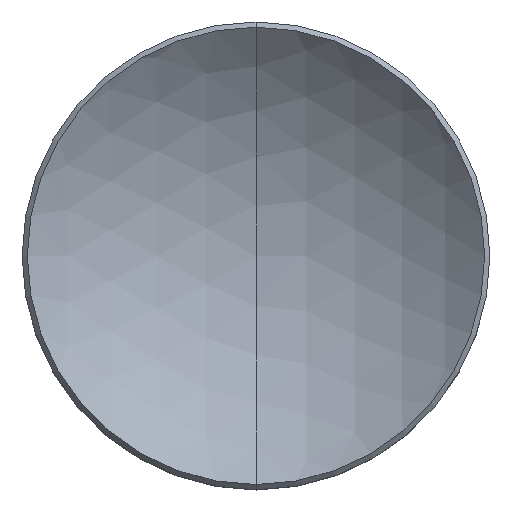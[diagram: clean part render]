
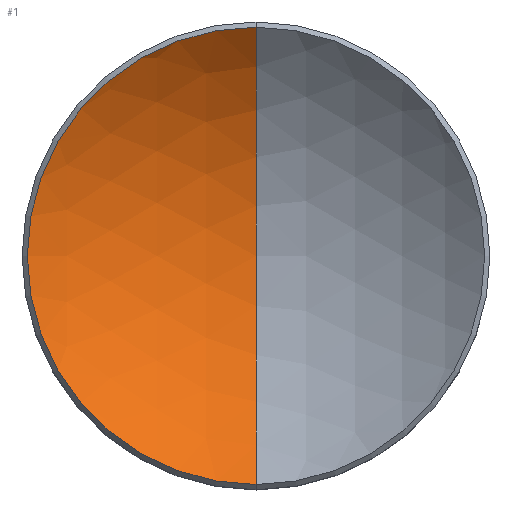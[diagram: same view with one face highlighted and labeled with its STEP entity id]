
A CAD part, top view. The second image highlights one B-rep face of the part: STEP entity #1.
In plain terms, the highlighted spherical face has radius 9.2 mm.
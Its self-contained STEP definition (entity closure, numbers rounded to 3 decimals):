
#1 = ADVANCED_FACE ( 'NONE', ( #139 ), #192, .F. ) ;
#2 = EDGE_CURVE ( 'NONE', #30, #56, #177, .T. ) ;
#4 = EDGE_LOOP ( 'NONE', ( #58, #60, #59 ) ) ;
#29 = VERTEX_POINT ( 'NONE', #163 ) ;
#30 = VERTEX_POINT ( 'NONE', #162 ) ;
#45 = EDGE_CURVE ( 'NONE', #29, #56, #210, .T. ) ;
#56 = VERTEX_POINT ( 'NONE', #222 ) ;
#58 = ORIENTED_EDGE ( 'NONE', *, *, #61, .F. ) ;
#59 = ORIENTED_EDGE ( 'NONE', *, *, #2, .F. ) ;
#60 = ORIENTED_EDGE ( 'NONE', *, *, #45, .T. ) ;
#61 = EDGE_CURVE ( 'NONE', #29, #30, #312, .T. ) ;
#114 = DIRECTION ( 'NONE',  ( 0., 1., 0. ) ) ;
#115 = DIRECTION ( 'NONE',  ( 1., 0., 0. ) ) ;
#116 = CARTESIAN_POINT ( 'NONE',  ( 0., 0., 10.2 ) ) ;
#139 = FACE_OUTER_BOUND ( 'NONE', #4, .T. ) ;
#145 = DIRECTION ( 'NONE',  ( 0., 0., 1. ) ) ;
#146 = DIRECTION ( 'NONE',  ( -1., 0., 0. ) ) ;
#147 = CARTESIAN_POINT ( 'NONE',  ( 0., 0., 10.2 ) ) ;
#148 = AXIS2_PLACEMENT_3D ( 'NONE', #147, #146, #145 ) ;
#162 = CARTESIAN_POINT ( 'NONE',  ( 0., 6.209, 3.411 ) ) ;
#163 = CARTESIAN_POINT ( 'NONE',  ( 0., -6.209, 3.411 ) ) ;
#177 = CIRCLE ( 'NONE', #148, 9.2 ) ;
#191 = AXIS2_PLACEMENT_3D ( 'NONE', #116, #115, #114 ) ;
#192 = SPHERICAL_SURFACE ( 'NONE', #191, 9.2 ) ;
#210 = CIRCLE ( 'NONE', #248, 9.2 ) ;
#222 = CARTESIAN_POINT ( 'NONE',  ( 0., 0., 1. ) ) ;
#236 = DIRECTION ( 'NONE',  ( 0., 1., 0. ) ) ;
#246 = DIRECTION ( 'NONE',  ( 1., 0., 0. ) ) ;
#247 = CARTESIAN_POINT ( 'NONE',  ( 0., 0., 10.2 ) ) ;
#248 = AXIS2_PLACEMENT_3D ( 'NONE', #247, #246, #236 ) ;
#258 = DIRECTION ( 'NONE',  ( 0., 1., 0. ) ) ;
#259 = DIRECTION ( 'NONE',  ( 0., 0., -1. ) ) ;
#306 = CARTESIAN_POINT ( 'NONE',  ( 0., 0., 3.411 ) ) ;
#311 = AXIS2_PLACEMENT_3D ( 'NONE', #306, #259, #258 ) ;
#312 = CIRCLE ( 'NONE', #311, 6.209 ) ;
